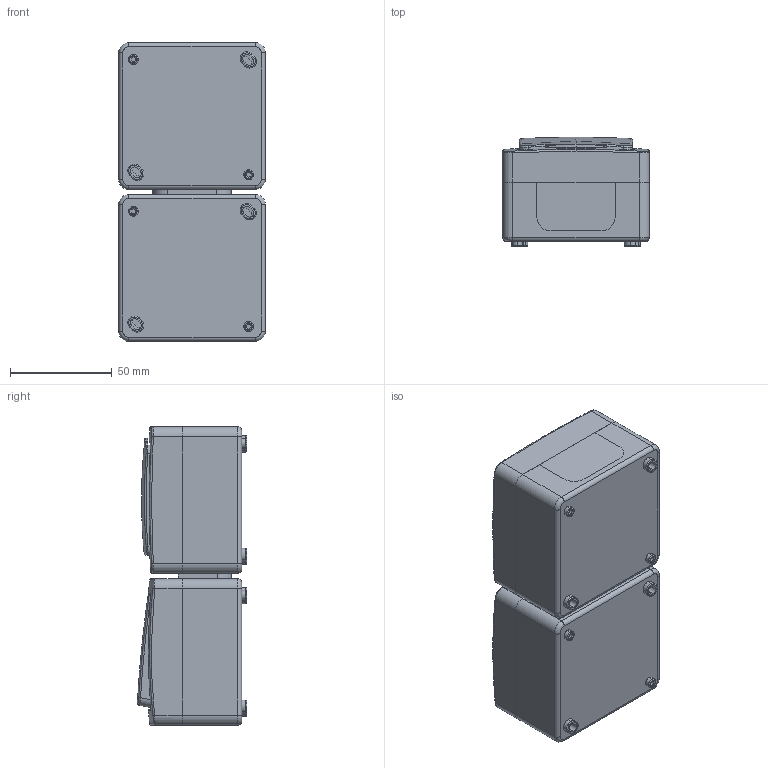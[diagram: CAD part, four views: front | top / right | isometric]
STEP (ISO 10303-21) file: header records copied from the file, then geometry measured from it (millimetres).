
FILE_DESCRIPTION (( 'STEP AP203' ), '1' );
FILE_NAME ('EBVMP20-K03-31-54-EC ÁÂá-22-31-ÃÏÁä áëîê âûêë 1êë_ðîçåòêà 1ì ñ ç_ê î_ó IP54 ÃÅÐÌÅÑ PLUS (êë.áåë._êð.äûì).STEP', '2016-11-24T12:12:35', ( '' ), ( '' ), 'SwSTEP 2.0', 'SolidWorks 2014', '' );
FILE_SCHEMA (( 'CONFIG_CONTROL_DESIGN' ));
Length unit declared in the file: millimetre
Products named in the file (2): EBVMP20-K03-31-54-EC ÁÂá-22-31-ÃÏÁä áëîê âûêë 1êë_ðîçåòêà 1ì ñ ç_ê î_ó  IP54 ÃÅÐÌÅÑ PLUS (êë.áåë._êð.äûì)
Bounding box: 72 x 53.7 x 146.5 mm (x, y, z)
Volume: 117339 mm3; surface area: 145476.2 mm2
Topology: 9 solids, 9 shells, 935 faces, 2451 edges, 1578 vertices
Faces by surface type: plane 475, cylinder 313, torus 80, bspline 51, sphere 16
Entity records: 32043 total; most frequent: CARTESIAN_POINT 8717, ORIENTED_EDGE 4894, DIRECTION 4827, EDGE_CURVE 2447, AXIS2_PLACEMENT_3D 1688, VERTEX_POINT 1578, VECTOR 1451, LINE 1451
